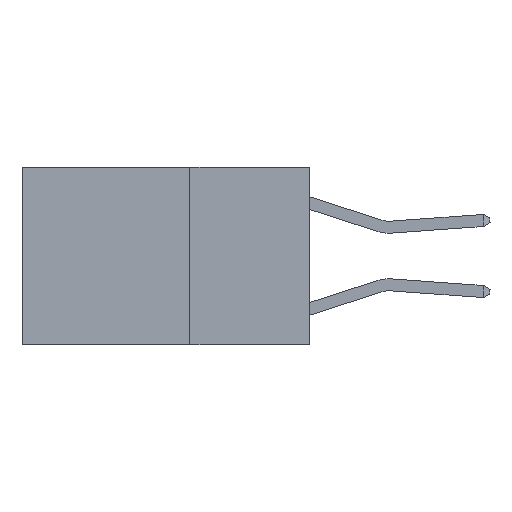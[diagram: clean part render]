
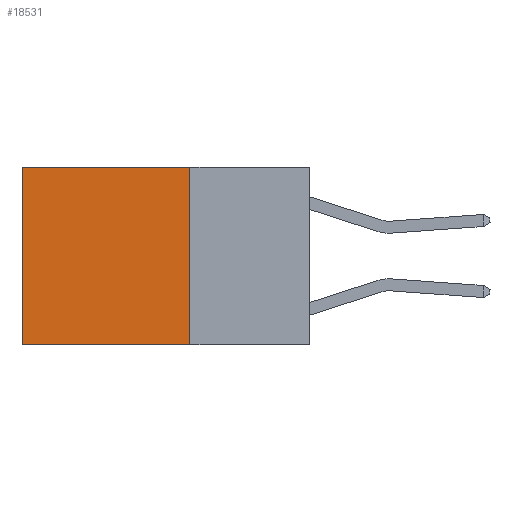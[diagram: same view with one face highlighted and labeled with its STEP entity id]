
A CAD part, left-side view. The second image highlights one B-rep face of the part: STEP entity #18531.
In plain terms, the highlighted planar face has unit normal (-1, 0, 0).
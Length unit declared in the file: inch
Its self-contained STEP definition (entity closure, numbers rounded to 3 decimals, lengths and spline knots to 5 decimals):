
#998 = VERTEX_POINT ( 'NONE', #13233 ) ;
#1686 = DIRECTION ( 'NONE',  ( 0., 0., -1. ) ) ;
#1969 = PLANE ( 'NONE',  #9498 ) ;
#2669 = EDGE_CURVE ( 'NONE', #22349, #19309, #15317, .T. ) ;
#3959 = ORIENTED_EDGE ( 'NONE', *, *, #5514, .F. ) ;
#3969 = VECTOR ( 'NONE', #1686, 39.37008 ) ;
#4330 = EDGE_LOOP ( 'NONE', ( #11601, #9830, #3959, #17734 ) ) ;
#5514 = EDGE_CURVE ( 'NONE', #998, #7789, #21572, .T. ) ;
#7200 = LINE ( 'NONE', #14053, #8054 ) ;
#7789 = VERTEX_POINT ( 'NONE', #15915 ) ;
#8054 = VECTOR ( 'NONE', #9164, 39.37008 ) ;
#8316 = DIRECTION ( 'NONE',  ( 0., 1., 0. ) ) ;
#8706 = DIRECTION ( 'NONE',  ( 1., 0., 0. ) ) ;
#9164 = DIRECTION ( 'NONE',  ( 0., 1., 0. ) ) ;
#9498 = AXIS2_PLACEMENT_3D ( 'NONE', #21322, #8706, #13933 ) ;
#9711 = VECTOR ( 'NONE', #8316, 39.37008 ) ;
#9723 = LINE ( 'NONE', #14958, #9711 ) ;
#9830 = ORIENTED_EDGE ( 'NONE', *, *, #14410, .F. ) ;
#9833 = CARTESIAN_POINT ( 'NONE',  ( 0.2625, 0.6, -0.37 ) ) ;
#11464 = DIRECTION ( 'NONE',  ( 0., 0., -1. ) ) ;
#11601 = ORIENTED_EDGE ( 'NONE', *, *, #2669, .T. ) ;
#13233 = CARTESIAN_POINT ( 'NONE',  ( 0.2625, 0.25, 0. ) ) ;
#13933 = DIRECTION ( 'NONE',  ( 0., 0., -1. ) ) ;
#14053 = CARTESIAN_POINT ( 'NONE',  ( 0.2625, 0.25, 0. ) ) ;
#14410 = EDGE_CURVE ( 'NONE', #7789, #19309, #9723, .T. ) ;
#14554 = CARTESIAN_POINT ( 'NONE',  ( 0.2625, 0.25, 0. ) ) ;
#14924 = CARTESIAN_POINT ( 'NONE',  ( 0.2625, 0.6, 0. ) ) ;
#14958 = CARTESIAN_POINT ( 'NONE',  ( 0.2625, 0.25, -0.37 ) ) ;
#15317 = LINE ( 'NONE', #20480, #16254 ) ;
#15915 = CARTESIAN_POINT ( 'NONE',  ( 0.2625, 0.25, -0.37 ) ) ;
#16254 = VECTOR ( 'NONE', #11464, 39.37008 ) ;
#17448 = FACE_OUTER_BOUND ( 'NONE', #4330, .T. ) ;
#17734 = ORIENTED_EDGE ( 'NONE', *, *, #20070, .T. ) ;
#18531 = ADVANCED_FACE ( 'NONE', ( #17448 ), #1969, .F. ) ;
#19309 = VERTEX_POINT ( 'NONE', #9833 ) ;
#20070 = EDGE_CURVE ( 'NONE', #998, #22349, #7200, .T. ) ;
#20480 = CARTESIAN_POINT ( 'NONE',  ( 0.2625, 0.6, 0. ) ) ;
#21322 = CARTESIAN_POINT ( 'NONE',  ( 0.2625, 0.25, 0. ) ) ;
#21572 = LINE ( 'NONE', #14554, #3969 ) ;
#22349 = VERTEX_POINT ( 'NONE', #14924 ) ;
